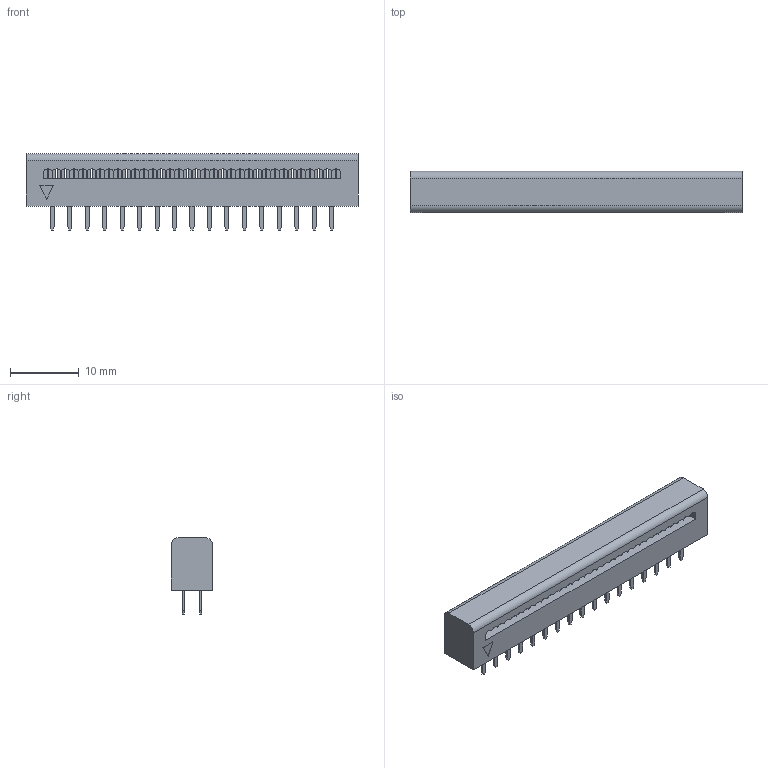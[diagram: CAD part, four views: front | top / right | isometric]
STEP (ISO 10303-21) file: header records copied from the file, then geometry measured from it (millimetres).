
FILE_DESCRIPTION(('STEP AP214'), '1');
FILE_NAME('DS1018 (FDC CONNFLY)', '2018-12-17T16:35:46', ('Egor'), (''), 'ASCON STEP Converter 1.3', 'ASCON Math Kernel', '');
FILE_SCHEMA(('AUTOMOTIVE_DESIGN { 1 0 10303 214 3 1 1}'));
Length unit declared in the file: millimetre
Bounding box: 48.28 x 6.05 x 11.1 mm (x, y, z)
Volume: 1744.5 mm3; surface area: 2277.2 mm2
Topology: 1 solids, 1 shells, 732 faces, 1881 edges, 1254 vertices
Faces by surface type: plane 662, cylinder 70
Entity records: 27789 total; most frequent: CARTESIAN_POINT 3868, ORIENTED_EDGE 3762, DIRECTION 3487, EDGE_CURVE 1881, LINE 1741, VECTOR 1741, VERTEX_POINT 1254, AXIS2_PLACEMENT_3D 873
